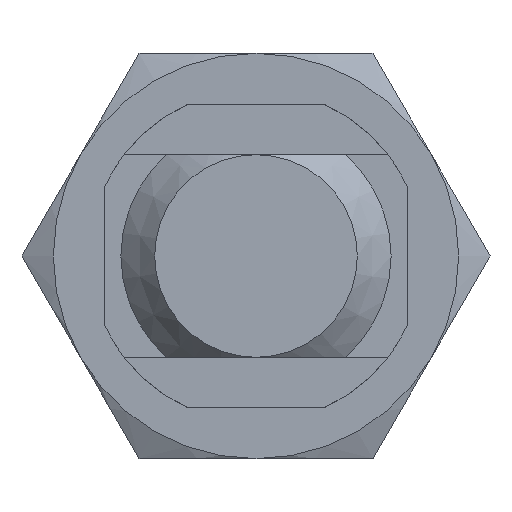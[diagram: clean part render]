
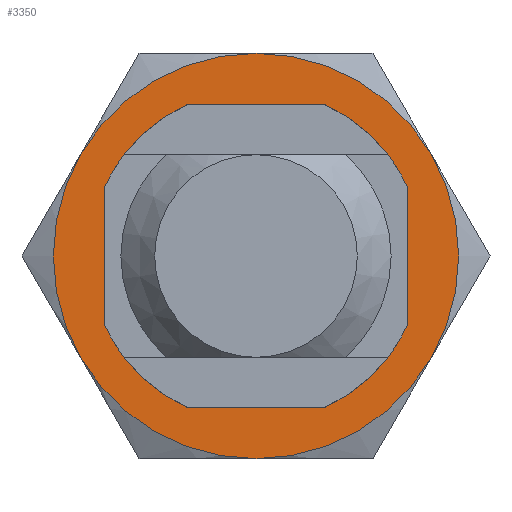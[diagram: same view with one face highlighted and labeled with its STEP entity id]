
A CAD part, left-side view. The second image highlights one B-rep face of the part: STEP entity #3350.
In plain terms, the highlighted planar face has unit normal (-1, 0, 0).
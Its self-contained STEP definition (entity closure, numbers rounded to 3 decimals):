
#32 = CARTESIAN_POINT ( 'NONE',  ( 4., 0., 0. ) ) ;
#255 = EDGE_CURVE ( 'NONE', #877, #933, #1799, .T. ) ;
#256 = FACE_OUTER_BOUND ( 'NONE', #2525, .T. ) ;
#277 = DIRECTION ( 'NONE',  ( 0., 0., -1. ) ) ;
#339 = ORIENTED_EDGE ( 'NONE', *, *, #749, .T. ) ;
#439 = DIRECTION ( 'NONE',  ( -1., 0., 0. ) ) ;
#567 = CARTESIAN_POINT ( 'NONE',  ( 4., 0., 0. ) ) ;
#595 = EDGE_CURVE ( 'NONE', #4608, #619, #2873, .T. ) ;
#619 = VERTEX_POINT ( 'NONE', #2147 ) ;
#639 = ORIENTED_EDGE ( 'NONE', *, *, #1424, .T. ) ;
#644 = CARTESIAN_POINT ( 'NONE',  ( 4., 0., 12. ) ) ;
#711 = AXIS2_PLACEMENT_3D ( 'NONE', #1107, #752, #1064 ) ;
#749 = EDGE_CURVE ( 'NONE', #2907, #3219, #1092, .T. ) ;
#752 = DIRECTION ( 'NONE',  ( -1., 0., 0. ) ) ;
#770 = EDGE_CURVE ( 'NONE', #1132, #1901, #1395, .T. ) ;
#877 = VERTEX_POINT ( 'NONE', #2395 ) ;
#879 = CIRCLE ( 'NONE', #3713, 8. ) ;
#933 = VERTEX_POINT ( 'NONE', #644 ) ;
#961 = AXIS2_PLACEMENT_3D ( 'NONE', #3477, #3198, #277 ) ;
#1064 = DIRECTION ( 'NONE',  ( 0., 0., -1. ) ) ;
#1092 = CIRCLE ( 'NONE', #4535, 12. ) ;
#1107 = CARTESIAN_POINT ( 'NONE',  ( 4., 0., 0. ) ) ;
#1132 = VERTEX_POINT ( 'NONE', #1237 ) ;
#1157 = EDGE_CURVE ( 'NONE', #619, #2907, #1470, .T. ) ;
#1237 = CARTESIAN_POINT ( 'NONE',  ( 4., 0., -8. ) ) ;
#1279 = AXIS2_PLACEMENT_3D ( 'NONE', #2125, #3602, #2477 ) ;
#1395 = CIRCLE ( 'NONE', #4375, 8. ) ;
#1424 = EDGE_CURVE ( 'NONE', #3219, #877, #3786, .T. ) ;
#1470 = CIRCLE ( 'NONE', #3782, 12. ) ;
#1560 = ORIENTED_EDGE ( 'NONE', *, *, #255, .T. ) ;
#1591 = DIRECTION ( 'NONE',  ( 0., 0., -1. ) ) ;
#1692 = PLANE ( 'NONE',  #2960 ) ;
#1770 = CARTESIAN_POINT ( 'NONE',  ( 4., 0., -12. ) ) ;
#1795 = DIRECTION ( 'NONE',  ( -1., 0., 0. ) ) ;
#1799 = CIRCLE ( 'NONE', #1279, 12. ) ;
#1869 = EDGE_CURVE ( 'NONE', #1901, #1132, #879, .T. ) ;
#1873 = CARTESIAN_POINT ( 'NONE',  ( 4., 0., 0. ) ) ;
#1891 = CARTESIAN_POINT ( 'NONE',  ( 4., 0., 0. ) ) ;
#1901 = VERTEX_POINT ( 'NONE', #3215 ) ;
#1969 = CARTESIAN_POINT ( 'NONE',  ( 4., -10.392, -6. ) ) ;
#2104 = FACE_BOUND ( 'NONE', #2161, .T. ) ;
#2125 = CARTESIAN_POINT ( 'NONE',  ( 4., 0., 0. ) ) ;
#2147 = CARTESIAN_POINT ( 'NONE',  ( 4., 10.392, -6. ) ) ;
#2156 = DIRECTION ( 'NONE',  ( -1., 0., 0. ) ) ;
#2161 = EDGE_LOOP ( 'NONE', ( #2944, #4044 ) ) ;
#2234 = DIRECTION ( 'NONE',  ( -1., 0., 0. ) ) ;
#2347 = ORIENTED_EDGE ( 'NONE', *, *, #595, .T. ) ;
#2395 = CARTESIAN_POINT ( 'NONE',  ( 4., -10.392, 6. ) ) ;
#2477 = DIRECTION ( 'NONE',  ( 0., 0., -1. ) ) ;
#2525 = EDGE_LOOP ( 'NONE', ( #339, #639, #1560, #4601, #2347, #3229 ) ) ;
#2629 = DIRECTION ( 'NONE',  ( 0., 0., -1. ) ) ;
#2873 = CIRCLE ( 'NONE', #711, 12. ) ;
#2907 = VERTEX_POINT ( 'NONE', #1770 ) ;
#2944 = ORIENTED_EDGE ( 'NONE', *, *, #770, .F. ) ;
#2960 = AXIS2_PLACEMENT_3D ( 'NONE', #3528, #3183, #3113 ) ;
#3113 = DIRECTION ( 'NONE',  ( 0., -1., 0. ) ) ;
#3183 = DIRECTION ( 'NONE',  ( 1., 0., 0. ) ) ;
#3198 = DIRECTION ( 'NONE',  ( -1., 0., 0. ) ) ;
#3215 = CARTESIAN_POINT ( 'NONE',  ( 4., 0., 8. ) ) ;
#3219 = VERTEX_POINT ( 'NONE', #1969 ) ;
#3229 = ORIENTED_EDGE ( 'NONE', *, *, #1157, .T. ) ;
#3350 = ADVANCED_FACE ( 'NONE', ( #2104, #256 ), #1692, .F. ) ;
#3477 = CARTESIAN_POINT ( 'NONE',  ( 4., 0., 0. ) ) ;
#3479 = AXIS2_PLACEMENT_3D ( 'NONE', #4009, #2156, #3963 ) ;
#3528 = CARTESIAN_POINT ( 'NONE',  ( 4., 0., 0. ) ) ;
#3578 = CARTESIAN_POINT ( 'NONE',  ( 4., 10.392, 6. ) ) ;
#3602 = DIRECTION ( 'NONE',  ( -1., 0., 0. ) ) ;
#3670 = EDGE_CURVE ( 'NONE', #933, #4608, #4014, .T. ) ;
#3706 = DIRECTION ( 'NONE',  ( -1., 0., 0. ) ) ;
#3713 = AXIS2_PLACEMENT_3D ( 'NONE', #32, #1795, #4269 ) ;
#3782 = AXIS2_PLACEMENT_3D ( 'NONE', #567, #3706, #1591 ) ;
#3786 = CIRCLE ( 'NONE', #3479, 12. ) ;
#3963 = DIRECTION ( 'NONE',  ( 0., 0., -1. ) ) ;
#4009 = CARTESIAN_POINT ( 'NONE',  ( 4., 0., 0. ) ) ;
#4014 = CIRCLE ( 'NONE', #961, 12. ) ;
#4044 = ORIENTED_EDGE ( 'NONE', *, *, #1869, .F. ) ;
#4269 = DIRECTION ( 'NONE',  ( 0., 0., -1. ) ) ;
#4352 = DIRECTION ( 'NONE',  ( 0., 0., -1. ) ) ;
#4375 = AXIS2_PLACEMENT_3D ( 'NONE', #1873, #2234, #2629 ) ;
#4535 = AXIS2_PLACEMENT_3D ( 'NONE', #1891, #439, #4352 ) ;
#4601 = ORIENTED_EDGE ( 'NONE', *, *, #3670, .T. ) ;
#4608 = VERTEX_POINT ( 'NONE', #3578 ) ;
